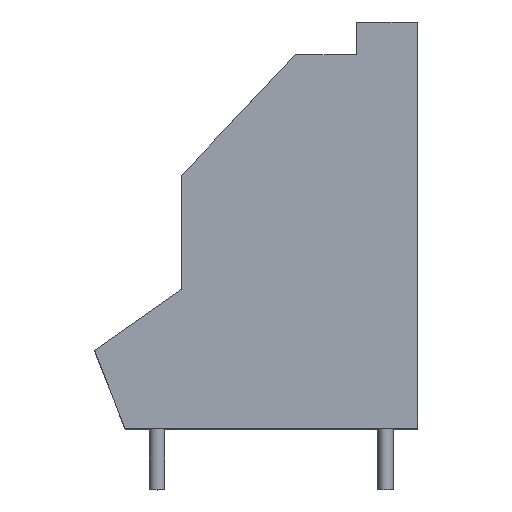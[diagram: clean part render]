
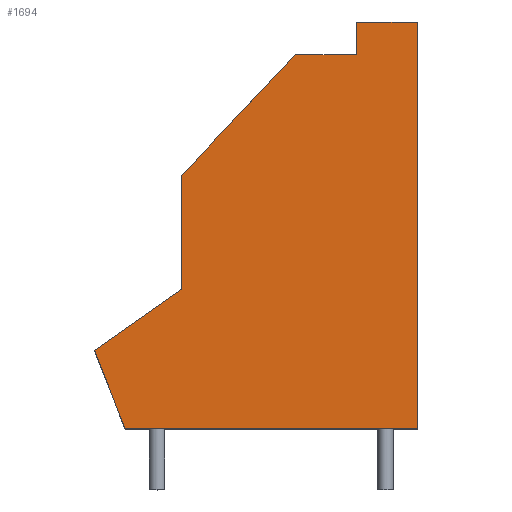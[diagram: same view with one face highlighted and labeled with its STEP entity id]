
A CAD part, top view. The second image highlights one B-rep face of the part: STEP entity #1694.
In plain terms, the highlighted planar face has unit normal (0, 0, 1).
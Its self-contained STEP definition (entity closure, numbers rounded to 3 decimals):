
#68 = EDGE_CURVE ( 'NONE', #1074, #1402, #394, .T. ) ;
#87 = CARTESIAN_POINT ( 'NONE',  ( 10.6, -13.35, -4.98 ) ) ;
#109 = LINE ( 'NONE', #2257, #1190 ) ;
#113 = CARTESIAN_POINT ( 'NONE',  ( -3.876, 2.35, -4.98 ) ) ;
#260 = CARTESIAN_POINT ( 'NONE',  ( -4.876, 0., -4.98 ) ) ;
#299 = CARTESIAN_POINT ( 'NONE',  ( -4.876, -4.203, -4.98 ) ) ;
#307 = EDGE_CURVE ( 'NONE', #1402, #1609, #2630, .T. ) ;
#394 = LINE ( 'NONE', #3541, #1175 ) ;
#448 = VECTOR ( 'NONE', #2680, 1000. ) ;
#535 = ORIENTED_EDGE ( 'NONE', *, *, #4203, .F. ) ;
#601 = VERTEX_POINT ( 'NONE', #3211 ) ;
#652 = CARTESIAN_POINT ( 'NONE',  ( -9.782, -7.656, -4.98 ) ) ;
#688 = DIRECTION ( 'NONE',  ( 0., -1., 0. ) ) ;
#724 = ORIENTED_EDGE ( 'NONE', *, *, #3482, .T. ) ;
#744 = DIRECTION ( 'NONE',  ( 0., 1., 0. ) ) ;
#754 = CARTESIAN_POINT ( 'NONE',  ( 0., 11.192, -4.98 ) ) ;
#800 = LINE ( 'NONE', #754, #1715 ) ;
#805 = LINE ( 'NONE', #3650, #4543 ) ;
#1005 = CARTESIAN_POINT ( 'NONE',  ( -8.6, -13.35, -4.98 ) ) ;
#1074 = VERTEX_POINT ( 'NONE', #1360 ) ;
#1162 = DIRECTION ( 'NONE',  ( 1., 0., 0. ) ) ;
#1175 = VECTOR ( 'NONE', #2439, 1000. ) ;
#1179 = EDGE_CURVE ( 'NONE', #4412, #3848, #800, .T. ) ;
#1189 = LINE ( 'NONE', #4103, #448 ) ;
#1190 = VECTOR ( 'NONE', #744, 1000. ) ;
#1199 = VECTOR ( 'NONE', #2762, 1000. ) ;
#1202 = EDGE_LOOP ( 'NONE', ( #2083, #535, #2497, #1214, #2888, #2038, #724, #3121, #2583 ) ) ;
#1214 = ORIENTED_EDGE ( 'NONE', *, *, #1482, .T. ) ;
#1360 = CARTESIAN_POINT ( 'NONE',  ( -10.6, -8.232, -4.98 ) ) ;
#1398 = VERTEX_POINT ( 'NONE', #299 ) ;
#1402 = VERTEX_POINT ( 'NONE', #1005 ) ;
#1482 = EDGE_CURVE ( 'NONE', #1398, #1074, #3849, .T. ) ;
#1512 = CARTESIAN_POINT ( 'NONE',  ( 2.6, 11.192, -4.98 ) ) ;
#1519 = DIRECTION ( 'NONE',  ( -1., 0., 0. ) ) ;
#1609 = VERTEX_POINT ( 'NONE', #2890 ) ;
#1610 = FACE_OUTER_BOUND ( 'NONE', #1202, .T. ) ;
#1668 = LINE ( 'NONE', #260, #1199 ) ;
#1694 = ADVANCED_FACE ( 'NONE', ( #1610 ), #3686, .F. ) ;
#1702 = VERTEX_POINT ( 'NONE', #2261 ) ;
#1715 = VECTOR ( 'NONE', #2124, 1000. ) ;
#1782 = EDGE_CURVE ( 'NONE', #1702, #601, #1189, .T. ) ;
#2038 = ORIENTED_EDGE ( 'NONE', *, *, #307, .T. ) ;
#2083 = ORIENTED_EDGE ( 'NONE', *, *, #1179, .T. ) ;
#2124 = DIRECTION ( 'NONE',  ( -1., 0., 0. ) ) ;
#2257 = CARTESIAN_POINT ( 'NONE',  ( 10.6, 14.491, -4.98 ) ) ;
#2261 = CARTESIAN_POINT ( 'NONE',  ( 10.6, 13.35, -4.98 ) ) ;
#2387 = CARTESIAN_POINT ( 'NONE',  ( 6.6, 0., -4.98 ) ) ;
#2439 = DIRECTION ( 'NONE',  ( 0.364, -0.931, 0. ) ) ;
#2497 = ORIENTED_EDGE ( 'NONE', *, *, #4116, .F. ) ;
#2540 = VECTOR ( 'NONE', #1162, 1000. ) ;
#2583 = ORIENTED_EDGE ( 'NONE', *, *, #4169, .T. ) ;
#2630 = LINE ( 'NONE', #87, #2540 ) ;
#2680 = DIRECTION ( 'NONE',  ( -1., 0., 0. ) ) ;
#2686 = VECTOR ( 'NONE', #688, 1000. ) ;
#2695 = VECTOR ( 'NONE', #3870, 1000. ) ;
#2762 = DIRECTION ( 'NONE',  ( 0., 1., 0. ) ) ;
#2831 = DIRECTION ( 'NONE',  ( 0.688, 0.726, 0. ) ) ;
#2888 = ORIENTED_EDGE ( 'NONE', *, *, #68, .T. ) ;
#2890 = CARTESIAN_POINT ( 'NONE',  ( 10.6, -13.35, -4.98 ) ) ;
#2960 = DIRECTION ( 'NONE',  ( 0., 0., -1. ) ) ;
#3040 = CARTESIAN_POINT ( 'NONE',  ( 6.6, 11.192, -4.98 ) ) ;
#3121 = ORIENTED_EDGE ( 'NONE', *, *, #1782, .T. ) ;
#3211 = CARTESIAN_POINT ( 'NONE',  ( 6.6, 13.35, -4.98 ) ) ;
#3397 = CARTESIAN_POINT ( 'NONE',  ( -4.876, 3.297, -4.98 ) ) ;
#3482 = EDGE_CURVE ( 'NONE', #1609, #1702, #109, .T. ) ;
#3541 = CARTESIAN_POINT ( 'NONE',  ( -11.986, -4.684, -4.98 ) ) ;
#3650 = CARTESIAN_POINT ( 'NONE',  ( -4.217, 3.993, -4.98 ) ) ;
#3666 = AXIS2_PLACEMENT_3D ( 'NONE', #113, #2960, #1519 ) ;
#3686 = PLANE ( 'NONE',  #3666 ) ;
#3848 = VERTEX_POINT ( 'NONE', #1512 ) ;
#3849 = LINE ( 'NONE', #652, #2695 ) ;
#3870 = DIRECTION ( 'NONE',  ( -0.818, -0.576, 0. ) ) ;
#3882 = LINE ( 'NONE', #2387, #2686 ) ;
#3996 = VERTEX_POINT ( 'NONE', #3397 ) ;
#4103 = CARTESIAN_POINT ( 'NONE',  ( 10.6, 13.35, -4.98 ) ) ;
#4116 = EDGE_CURVE ( 'NONE', #1398, #3996, #1668, .T. ) ;
#4169 = EDGE_CURVE ( 'NONE', #601, #4412, #3882, .T. ) ;
#4203 = EDGE_CURVE ( 'NONE', #3996, #3848, #805, .T. ) ;
#4412 = VERTEX_POINT ( 'NONE', #3040 ) ;
#4543 = VECTOR ( 'NONE', #2831, 1000. ) ;
